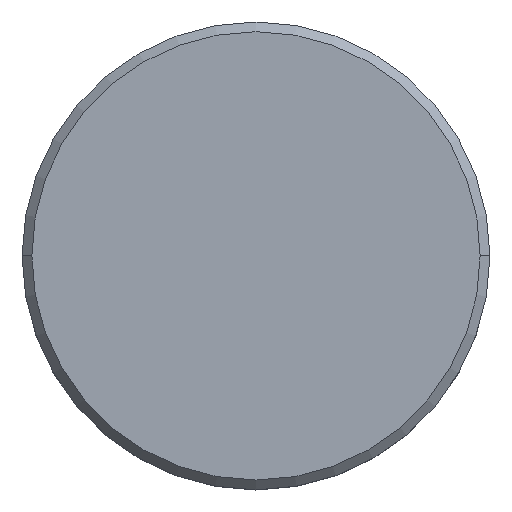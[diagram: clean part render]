
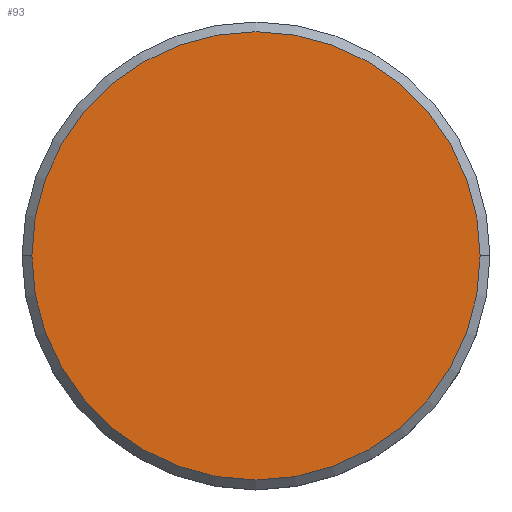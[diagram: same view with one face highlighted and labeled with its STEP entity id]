
A CAD part, top view. The second image highlights one B-rep face of the part: STEP entity #93.
In plain terms, the highlighted planar face has unit normal (0, 0, 1).
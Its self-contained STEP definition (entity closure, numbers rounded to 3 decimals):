
#21 = AXIS2_PLACEMENT_3D ( 'NONE', #326, #105, #330 ) ;
#93 = ADVANCED_FACE ( 'NONE', ( #307 ), #261, .T. ) ;
#105 = DIRECTION ( 'NONE',  ( 0., 0., 1. ) ) ;
#174 = DIRECTION ( 'NONE',  ( 0., 0., 1. ) ) ;
#176 = CARTESIAN_POINT ( 'NONE',  ( 0., 0., 0. ) ) ;
#244 = DIRECTION ( 'NONE',  ( 1., 0., 0. ) ) ;
#246 = VERTEX_POINT ( 'NONE', #522 ) ;
#259 = ORIENTED_EDGE ( 'NONE', *, *, #309, .T. ) ;
#261 = PLANE ( 'NONE',  #21 ) ;
#287 = AXIS2_PLACEMENT_3D ( 'NONE', #176, #174, #504 ) ;
#307 = FACE_OUTER_BOUND ( 'NONE', #523, .T. ) ;
#309 = EDGE_CURVE ( 'NONE', #434, #246, #312, .T. ) ;
#312 = CIRCLE ( 'NONE', #323, 11.5 ) ;
#321 = CARTESIAN_POINT ( 'NONE',  ( -11.5, 0., 0. ) ) ;
#323 = AXIS2_PLACEMENT_3D ( 'NONE', #510, #333, #244 ) ;
#326 = CARTESIAN_POINT ( 'NONE',  ( 0., 0., 0. ) ) ;
#330 = DIRECTION ( 'NONE',  ( 1., 0., 0. ) ) ;
#333 = DIRECTION ( 'NONE',  ( 0., 0., 1. ) ) ;
#421 = CIRCLE ( 'NONE', #287, 11.5 ) ;
#434 = VERTEX_POINT ( 'NONE', #321 ) ;
#476 = ORIENTED_EDGE ( 'NONE', *, *, #515, .T. ) ;
#504 = DIRECTION ( 'NONE',  ( 1., 0., 0. ) ) ;
#510 = CARTESIAN_POINT ( 'NONE',  ( 0., 0., 0. ) ) ;
#515 = EDGE_CURVE ( 'NONE', #246, #434, #421, .T. ) ;
#522 = CARTESIAN_POINT ( 'NONE',  ( 11.5, 0., 0. ) ) ;
#523 = EDGE_LOOP ( 'NONE', ( #259, #476 ) ) ;
